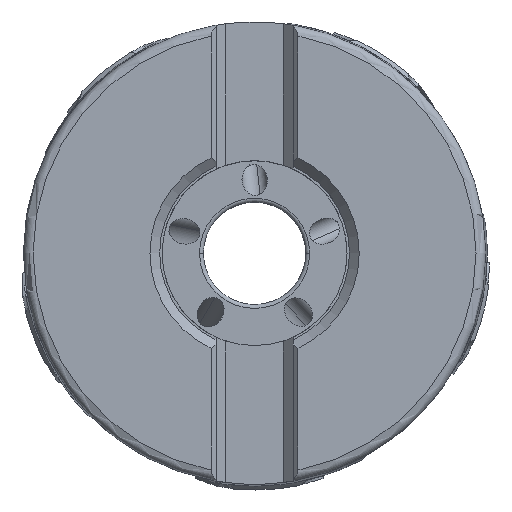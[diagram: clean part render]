
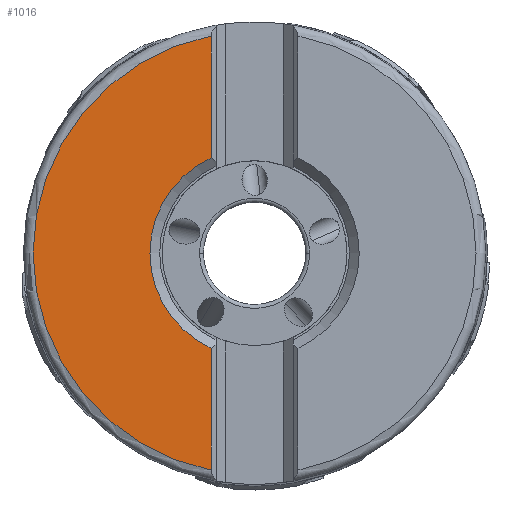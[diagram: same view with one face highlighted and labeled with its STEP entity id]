
A CAD part, top view. The second image highlights one B-rep face of the part: STEP entity #1016.
In plain terms, the highlighted planar face has unit normal (0, 0, 1).
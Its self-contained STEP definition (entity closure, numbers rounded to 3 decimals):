
#1016=ADVANCED_FACE('',(#1577),#1471,.T.);
#1471=PLANE('',#8934);
#1577=FACE_OUTER_BOUND('',#2014,.T.);
#2014=EDGE_LOOP('',(#3058,#3059,#3060,#3061));
#2492=LINE('',#12502,#2775);
#2493=LINE('',#12506,#2776);
#2775=VECTOR('',#10054,1.);
#2776=VECTOR('',#10057,1.);
#3058=ORIENTED_EDGE('',*,*,#6798,.T.);
#3059=ORIENTED_EDGE('',*,*,#6799,.F.);
#3060=ORIENTED_EDGE('',*,*,#6800,.T.);
#3061=ORIENTED_EDGE('',*,*,#6801,.F.);
#5846=VERTEX_POINT('',#12500);
#5847=VERTEX_POINT('',#12501);
#5848=VERTEX_POINT('',#12503);
#5849=VERTEX_POINT('',#12505);
#6798=EDGE_CURVE('',#5846,#5847,#8192,.T.);
#6799=EDGE_CURVE('',#5848,#5847,#2492,.T.);
#6800=EDGE_CURVE('',#5848,#5849,#8193,.T.);
#6801=EDGE_CURVE('',#5846,#5849,#2493,.T.);
#8192=CIRCLE('',#8932,22.813);
#8193=CIRCLE('',#8933,10.775);
#8932=AXIS2_PLACEMENT_3D('',#12499,#10052,#10053);
#8933=AXIS2_PLACEMENT_3D('',#12504,#10055,#10056);
#8934=AXIS2_PLACEMENT_3D('',#12507,#10058,#10059);
#10052=DIRECTION('',(0.,0.,1.));
#10053=DIRECTION('',(-0.196,0.981,0.));
#10054=DIRECTION('',(0.,-1.,0.));
#10055=DIRECTION('',(0.,0.,-1.));
#10056=DIRECTION('',(-0.415,-0.91,0.));
#10057=DIRECTION('',(0.,-1.,0.));
#10058=DIRECTION('',(0.,0.,1.));
#10059=DIRECTION('',(1.,0.,0.));
#12499=CARTESIAN_POINT('',(0.,0.,0.));
#12500=CARTESIAN_POINT('',(-4.47,22.37,0.));
#12501=CARTESIAN_POINT('',(-4.47,-22.37,0.));
#12502=CARTESIAN_POINT('',(-4.47,-9.804,0.));
#12503=CARTESIAN_POINT('',(-4.47,-9.804,0.));
#12504=CARTESIAN_POINT('',(0.,0.,0.));
#12505=CARTESIAN_POINT('',(-4.47,9.804,0.));
#12506=CARTESIAN_POINT('',(-4.47,22.37,0.));
#12507=CARTESIAN_POINT('',(13.716,0.,0.));
